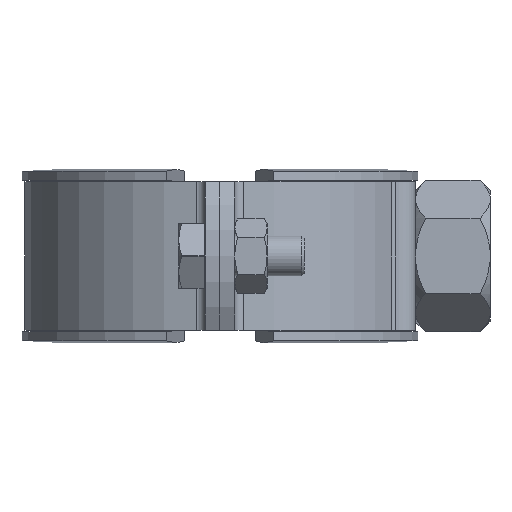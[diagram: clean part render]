
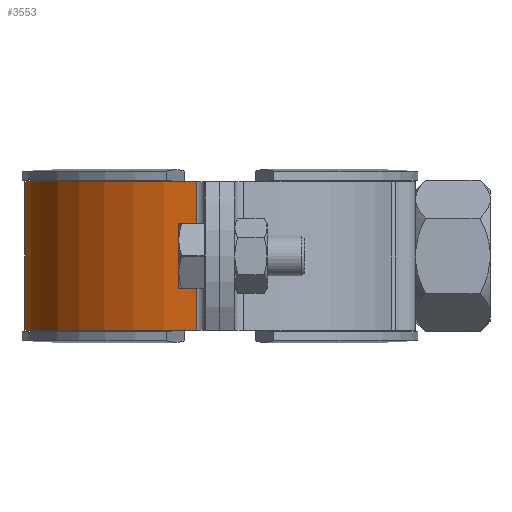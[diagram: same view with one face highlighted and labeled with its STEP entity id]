
A CAD part, left-side view. The second image highlights one B-rep face of the part: STEP entity #3553.
In plain terms, the highlighted cylindrical face has radius 39.5 mm (diameter 79 mm), a partial arc.
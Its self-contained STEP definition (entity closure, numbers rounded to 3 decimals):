
#6 = CARTESIAN_POINT ( 'NONE',  ( 39.212, 4.759, 15. ) ) ;
#12 = DIRECTION ( 'NONE',  ( 0., 0., 1. ) ) ;
#44 = DIRECTION ( 'NONE',  ( 0., 0., 1. ) ) ;
#73 = VERTEX_POINT ( 'NONE', #5176 ) ;
#366 = CARTESIAN_POINT ( 'NONE',  ( 0., 0., 15. ) ) ;
#435 = LINE ( 'NONE', #6695, #7047 ) ;
#628 = EDGE_LOOP ( 'NONE', ( #1870, #6766, #6945, #4911 ) ) ;
#669 = CARTESIAN_POINT ( 'NONE',  ( 0., 0., 15. ) ) ;
#1152 = AXIS2_PLACEMENT_3D ( 'NONE', #366, #2767, #5071 ) ;
#1646 = CARTESIAN_POINT ( 'NONE',  ( 39.212, 4.759, 15. ) ) ;
#1799 = CARTESIAN_POINT ( 'NONE',  ( 0., 0., -15. ) ) ;
#1870 = ORIENTED_EDGE ( 'NONE', *, *, #4100, .T. ) ;
#2005 = CIRCLE ( 'NONE', #6795, 39.5 ) ;
#2078 = EDGE_CURVE ( 'NONE', #4960, #73, #3320, .T. ) ;
#2133 = CYLINDRICAL_SURFACE ( 'NONE', #1152, 39.5 ) ;
#2310 = CARTESIAN_POINT ( 'NONE',  ( -39.212, 4.759, -15. ) ) ;
#2767 = DIRECTION ( 'NONE',  ( 0., 0., -1. ) ) ;
#2968 = DIRECTION ( 'NONE',  ( -1., 0., 0. ) ) ;
#3320 = CIRCLE ( 'NONE', #4290, 39.5 ) ;
#3413 = FACE_OUTER_BOUND ( 'NONE', #628, .T. ) ;
#3553 = ADVANCED_FACE ( 'NONE', ( #3413 ), #2133, .T. ) ;
#3910 = VERTEX_POINT ( 'NONE', #5414 ) ;
#4100 = EDGE_CURVE ( 'NONE', #3910, #4176, #2005, .T. ) ;
#4176 = VERTEX_POINT ( 'NONE', #2310 ) ;
#4290 = AXIS2_PLACEMENT_3D ( 'NONE', #669, #44, #2968 ) ;
#4293 = LINE ( 'NONE', #1646, #4313 ) ;
#4313 = VECTOR ( 'NONE', #6223, 1000. ) ;
#4776 = EDGE_CURVE ( 'NONE', #4960, #3910, #4293, .T. ) ;
#4911 = ORIENTED_EDGE ( 'NONE', *, *, #4776, .T. ) ;
#4960 = VERTEX_POINT ( 'NONE', #6 ) ;
#5071 = DIRECTION ( 'NONE',  ( 1., 0., 0. ) ) ;
#5176 = CARTESIAN_POINT ( 'NONE',  ( -39.212, 4.759, 15. ) ) ;
#5210 = EDGE_CURVE ( 'NONE', #73, #4176, #435, .T. ) ;
#5414 = CARTESIAN_POINT ( 'NONE',  ( 39.212, 4.759, -15. ) ) ;
#5519 = DIRECTION ( 'NONE',  ( 0., 0., -1. ) ) ;
#6223 = DIRECTION ( 'NONE',  ( 0., 0., -1. ) ) ;
#6260 = DIRECTION ( 'NONE',  ( -1., 0., 0. ) ) ;
#6695 = CARTESIAN_POINT ( 'NONE',  ( -39.212, 4.759, 15. ) ) ;
#6766 = ORIENTED_EDGE ( 'NONE', *, *, #5210, .F. ) ;
#6795 = AXIS2_PLACEMENT_3D ( 'NONE', #1799, #12, #6260 ) ;
#6945 = ORIENTED_EDGE ( 'NONE', *, *, #2078, .F. ) ;
#7047 = VECTOR ( 'NONE', #5519, 1000. ) ;
